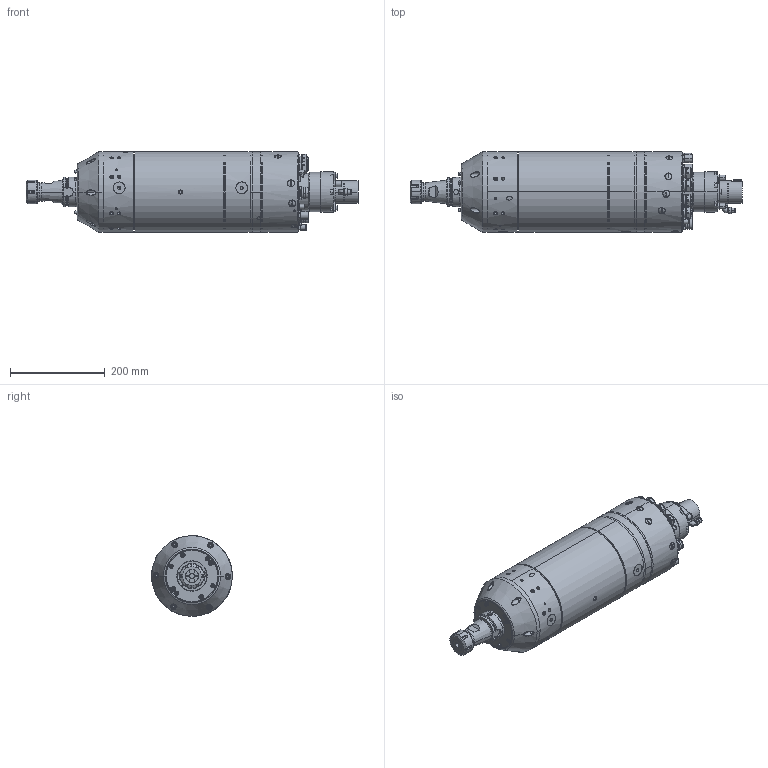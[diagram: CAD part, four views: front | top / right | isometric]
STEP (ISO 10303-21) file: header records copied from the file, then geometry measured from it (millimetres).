
FILE_DESCRIPTION (( 'STEP AP203' ), '1' );
FILE_NAME ('170AI20HIKW-03-.STEP', '2013-10-24T09:53:27', ( '' ), ( '' ), 'SwSTEP 2.0', 'SolidWorks 2012', '' );
FILE_SCHEMA (( 'CONFIG_CONTROL_DESIGN' ));
Length unit declared in the file: millimetre
Products named in the file (1): 170AI20HIKW-03-
Bounding box: 699.96 x 170 x 170 mm (x, y, z)
Surface area: 479695.6 mm2 (no closed solid volume)
Topology: 0 solids, 174 shells, 1654 faces, 4998 edges, 3547 vertices
Faces by surface type: plane 671, cylinder 649, cone 157, torus 131, bspline 24, sphere 22
Entity records: 63856 total; most frequent: CARTESIAN_POINT 17974, DIRECTION 10310, ORIENTED_EDGE 8085, EDGE_CURVE 4946, AXIS2_PLACEMENT_3D 4046, VERTEX_POINT 3535, CIRCLE 2415, LINE 2218
